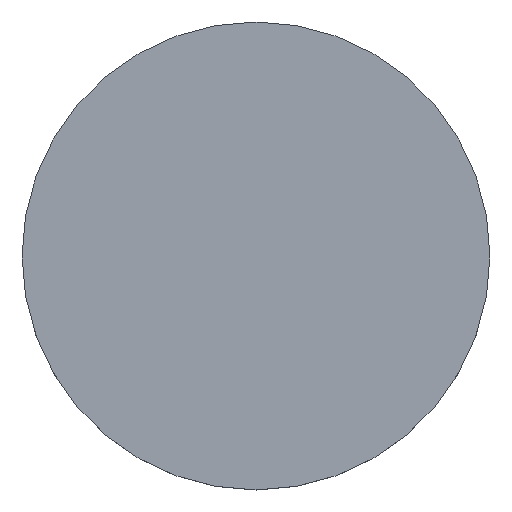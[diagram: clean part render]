
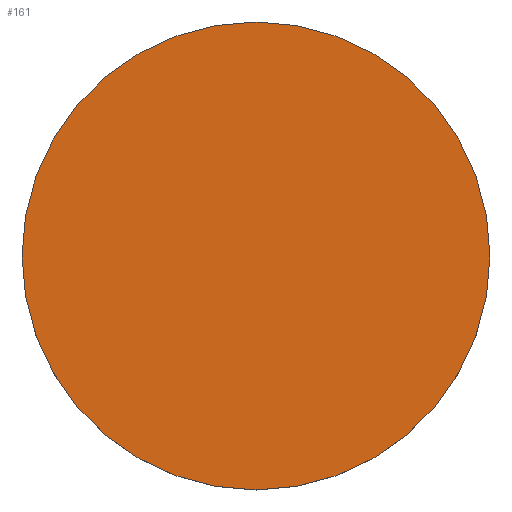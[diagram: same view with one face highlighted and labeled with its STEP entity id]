
A CAD part, top view. The second image highlights one B-rep face of the part: STEP entity #161.
In plain terms, the highlighted planar face has unit normal (0, 0, 1).
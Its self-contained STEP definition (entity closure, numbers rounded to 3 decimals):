
#4 = AXIS2_PLACEMENT_3D ( 'NONE', #68, #69, #72 ) ;
#8 = PLANE ( 'NONE',  #125 ) ;
#13 = VERTEX_POINT ( 'NONE', #148 ) ;
#20 = VERTEX_POINT ( 'NONE', #126 ) ;
#28 = ORIENTED_EDGE ( 'NONE', *, *, #106, .F. ) ;
#43 = DIRECTION ( 'NONE',  ( 0., 0., -1. ) ) ;
#48 = EDGE_CURVE ( 'NONE', #13, #20, #175, .T. ) ;
#68 = CARTESIAN_POINT ( 'NONE',  ( 0., 0., 4. ) ) ;
#69 = DIRECTION ( 'NONE',  ( 0., 0., -1. ) ) ;
#72 = DIRECTION ( 'NONE',  ( 1., 0., 0. ) ) ;
#93 = DIRECTION ( 'NONE',  ( 1., 0., 0. ) ) ;
#95 = DIRECTION ( 'NONE',  ( 1., 0., 0. ) ) ;
#105 = EDGE_LOOP ( 'NONE', ( #28, #145 ) ) ;
#106 = EDGE_CURVE ( 'NONE', #20, #13, #217, .T. ) ;
#110 = DIRECTION ( 'NONE',  ( 0., 0., 1. ) ) ;
#111 = CARTESIAN_POINT ( 'NONE',  ( 0., 52.02, 4. ) ) ;
#125 = AXIS2_PLACEMENT_3D ( 'NONE', #111, #110, #95 ) ;
#126 = CARTESIAN_POINT ( 'NONE',  ( 25.4, 0., 4. ) ) ;
#136 = FACE_OUTER_BOUND ( 'NONE', #105, .T. ) ;
#145 = ORIENTED_EDGE ( 'NONE', *, *, #48, .F. ) ;
#148 = CARTESIAN_POINT ( 'NONE',  ( -25.4, 0., 4. ) ) ;
#160 = AXIS2_PLACEMENT_3D ( 'NONE', #226, #43, #93 ) ;
#161 = ADVANCED_FACE ( 'NONE', ( #136 ), #8, .T. ) ;
#175 = CIRCLE ( 'NONE', #4, 25.4 ) ;
#217 = CIRCLE ( 'NONE', #160, 25.4 ) ;
#226 = CARTESIAN_POINT ( 'NONE',  ( 0., 0., 4. ) ) ;
